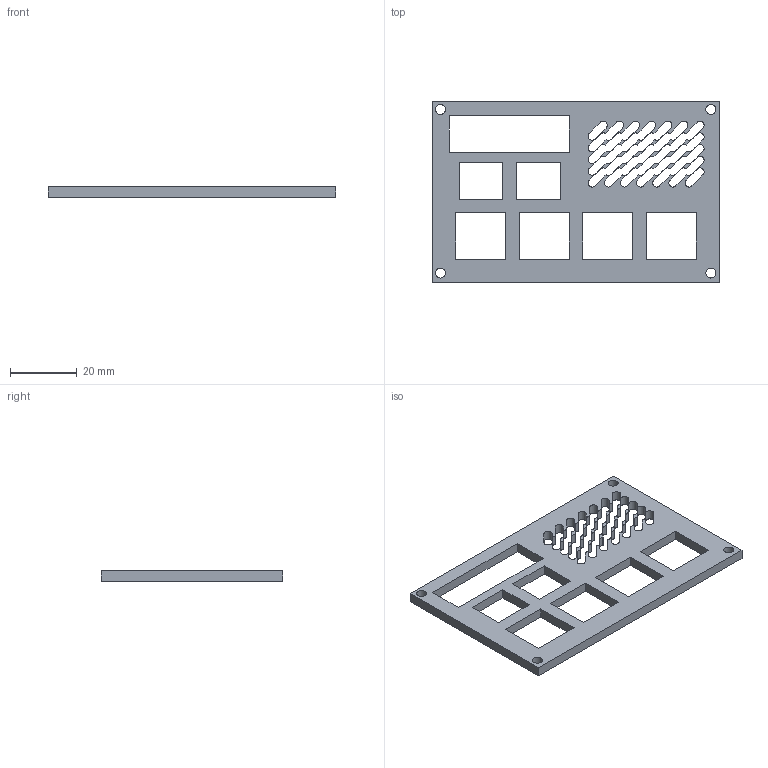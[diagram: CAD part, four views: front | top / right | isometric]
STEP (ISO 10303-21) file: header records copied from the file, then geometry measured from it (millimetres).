
FILE_DESCRIPTION(/* description */ ('KiCad electronic assembly'),/* implementation_level */ '2;1');
FILE_NAME(/* name */ 'Top.step',/* time_stamp */ '2026-02-18T22:31:22-08:00',/* author */ (''),/* organization */ (''),/* preprocessor_version */ 'ST-DEVELOPER v20.1',/* originating_system */ 'Autodesk Translation Framework v14.24.0.0',/* authorisation */ '');
FILE_SCHEMA (('AUTOMOTIVE_DESIGN { 1 0 10303 214 3 1 1 }'));
Length unit declared in the file: millimetre
Products named in the file (2): HackPad 1; Top
Assembly tree (1 placements, depth 2):
  HackPad 1
    Top
Bounding box: 86.2 x 54.43 x 3 mm (x, y, z)
Volume: 7805.2 mm3; surface area: 8902.2 mm2
Topology: 1 solids, 1 shells, 226 faces, 672 edges, 448 vertices
Faces by surface type: cylinder 122, plane 104
Full cylindrical faces by diameter (mm): 3 x4
Entity records: 7831 total; most frequent: DIRECTION 1376, CARTESIAN_POINT 1350, ORIENTED_EDGE 1344, EDGE_CURVE 672, AXIS2_PLACEMENT_3D 474, VERTEX_POINT 448, LINE 428, VECTOR 428
